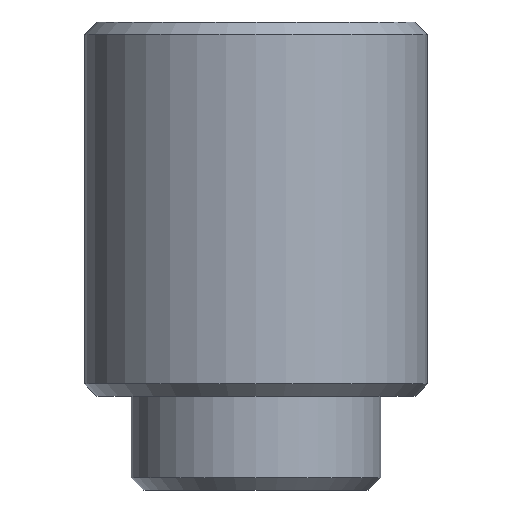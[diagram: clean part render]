
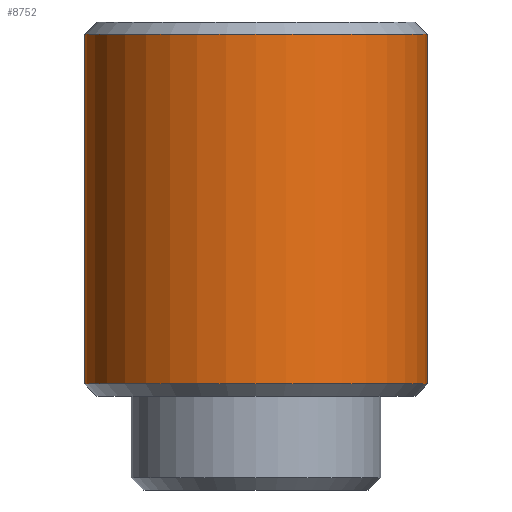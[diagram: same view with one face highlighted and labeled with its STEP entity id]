
A CAD part, front view. The second image highlights one B-rep face of the part: STEP entity #8752.
In plain terms, the highlighted cylindrical face has radius 2.75 mm (diameter 5.5 mm), a partial arc.
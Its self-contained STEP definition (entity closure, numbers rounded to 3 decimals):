
#661 = CIRCLE ( 'NONE', #10352, 2.75 ) ;
#880 = EDGE_LOOP ( 'NONE', ( #5107, #13775, #14391, #10428 ) ) ;
#1340 = CARTESIAN_POINT ( 'NONE',  ( -2.75, 0., 0.2 ) ) ;
#1423 = DIRECTION ( 'NONE',  ( -1., 0., 0. ) ) ;
#1925 = CARTESIAN_POINT ( 'NONE',  ( -2.75, 0., 5.8 ) ) ;
#2512 = CARTESIAN_POINT ( 'NONE',  ( 2.75, 0., 0.2 ) ) ;
#2946 = VERTEX_POINT ( 'NONE', #1340 ) ;
#2961 = LINE ( 'NONE', #8368, #14553 ) ;
#4192 = EDGE_CURVE ( 'NONE', #13007, #16594, #661, .T. ) ;
#4299 = CARTESIAN_POINT ( 'NONE',  ( 2.75, 0., 5.8 ) ) ;
#4419 = CARTESIAN_POINT ( 'NONE',  ( 0., 0., 0. ) ) ;
#4500 = FACE_OUTER_BOUND ( 'NONE', #880, .T. ) ;
#5107 = ORIENTED_EDGE ( 'NONE', *, *, #12365, .F. ) ;
#5215 = DIRECTION ( 'NONE',  ( 1., 0., 0. ) ) ;
#8168 = DIRECTION ( 'NONE',  ( 0., 0., -1. ) ) ;
#8355 = EDGE_CURVE ( 'NONE', #2946, #13433, #10948, .T. ) ;
#8368 = CARTESIAN_POINT ( 'NONE',  ( 2.75, 0., 0. ) ) ;
#8393 = EDGE_CURVE ( 'NONE', #16594, #2946, #9785, .T. ) ;
#8493 = CYLINDRICAL_SURFACE ( 'NONE', #12386, 2.75 ) ;
#8752 = ADVANCED_FACE ( 'NONE', ( #4500 ), #8493, .T. ) ;
#9785 = LINE ( 'NONE', #10779, #13226 ) ;
#10352 = AXIS2_PLACEMENT_3D ( 'NONE', #10645, #16098, #5215 ) ;
#10428 = ORIENTED_EDGE ( 'NONE', *, *, #8355, .T. ) ;
#10645 = CARTESIAN_POINT ( 'NONE',  ( 0., 0., 5.8 ) ) ;
#10779 = CARTESIAN_POINT ( 'NONE',  ( -2.75, 0., 0. ) ) ;
#10948 = CIRCLE ( 'NONE', #12634, 2.75 ) ;
#12365 = EDGE_CURVE ( 'NONE', #13007, #13433, #2961, .T. ) ;
#12368 = CARTESIAN_POINT ( 'NONE',  ( 0., 0., 0.2 ) ) ;
#12386 = AXIS2_PLACEMENT_3D ( 'NONE', #4419, #13845, #16720 ) ;
#12634 = AXIS2_PLACEMENT_3D ( 'NONE', #12368, #13615, #1423 ) ;
#13007 = VERTEX_POINT ( 'NONE', #4299 ) ;
#13226 = VECTOR ( 'NONE', #8168, 1000. ) ;
#13433 = VERTEX_POINT ( 'NONE', #2512 ) ;
#13615 = DIRECTION ( 'NONE',  ( 0., 0., 1. ) ) ;
#13775 = ORIENTED_EDGE ( 'NONE', *, *, #4192, .T. ) ;
#13805 = DIRECTION ( 'NONE',  ( 0., 0., -1. ) ) ;
#13845 = DIRECTION ( 'NONE',  ( 0., 0., -1. ) ) ;
#14391 = ORIENTED_EDGE ( 'NONE', *, *, #8393, .T. ) ;
#14553 = VECTOR ( 'NONE', #13805, 1000. ) ;
#16098 = DIRECTION ( 'NONE',  ( 0., 0., -1. ) ) ;
#16594 = VERTEX_POINT ( 'NONE', #1925 ) ;
#16720 = DIRECTION ( 'NONE',  ( -1., 0., 0. ) ) ;
